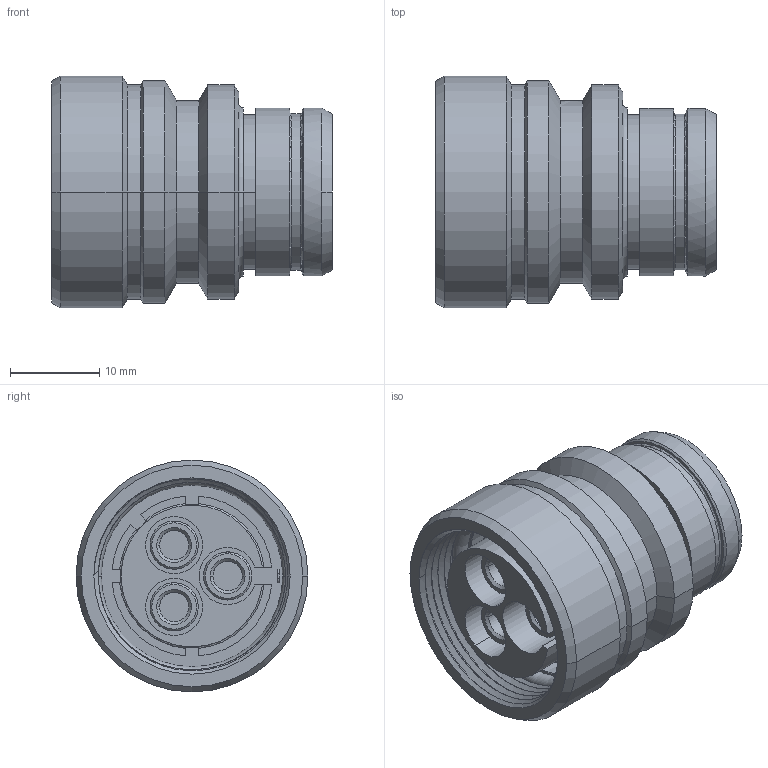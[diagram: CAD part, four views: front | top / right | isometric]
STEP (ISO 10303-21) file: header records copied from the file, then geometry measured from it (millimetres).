
FILE_DESCRIPTION((''),'2;1');
FILE_NAME('1331P303MZ','2024-08-12T11:21:04',('paultorloting'),('NET AG system integration'),'CREO PARAMETRIC BY PTC INC, 2021404','CREO PARAMETRIC BY PTC INC, 2021404','');
FILE_SCHEMA(('AUTOMOTIVE_DESIGN { 1 0 10303 214 1 1 1 1 }'));
Length unit declared in the file: millimetre
Products named in the file (1): 1331P303MZ
Bounding box: 31.5 x 26 x 26 mm (x, y, z)
Volume: 8868 mm3; surface area: 7210.3 mm2
Topology: 1 solids, 1 shells, 267 faces, 663 edges, 419 vertices
Faces by surface type: plane 115, cylinder 89, cone 41, torus 12, bspline 10
Entity records: 13335 total; most frequent: CARTESIAN_POINT 4745, DIRECTION 1332, ORIENTED_EDGE 1326, EDGE_CURVE 663, AXIS2_PLACEMENT_3D 483, VERTEX_POINT 419, VECTOR 363, LINE 363
